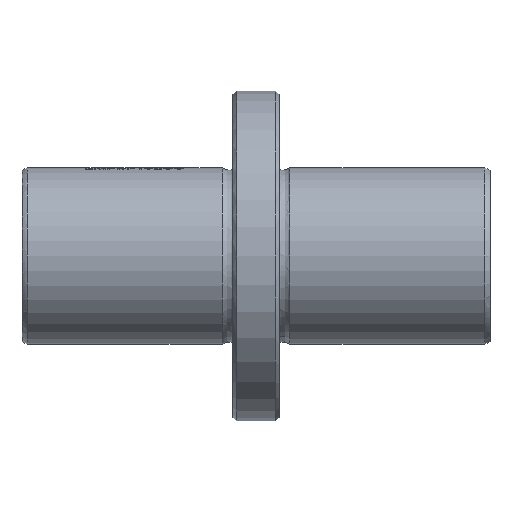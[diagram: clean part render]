
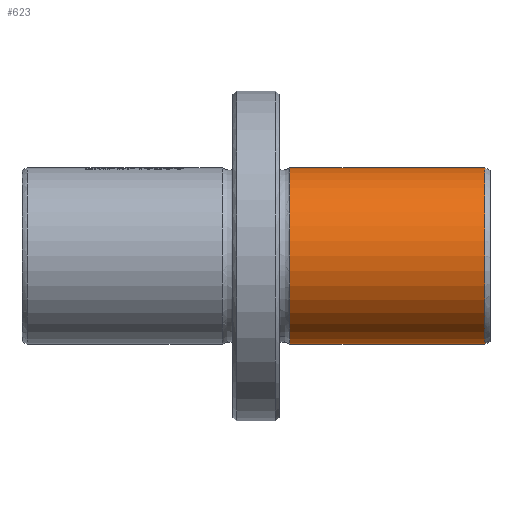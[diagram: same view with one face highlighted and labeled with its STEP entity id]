
A CAD part, front view. The second image highlights one B-rep face of the part: STEP entity #623.
In plain terms, the highlighted cylindrical face has radius 11.5 mm (diameter 23 mm), a full revolution.
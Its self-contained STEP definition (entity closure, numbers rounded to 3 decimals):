
#564=CYLINDRICAL_SURFACE('',#7425,11.5);
#623=ADVANCED_FACE('',(#1897,#1898),#564,.T.);
#1300=CIRCLE('',#7413,11.5);
#1301=CIRCLE('',#7414,11.5);
#1304=CIRCLE('',#7423,11.5);
#1305=CIRCLE('',#7424,11.5);
#1897=FACE_BOUND('',#2013,.T.);
#1898=FACE_BOUND('',#2014,.T.);
#2013=EDGE_LOOP('',(#2790,#2791));
#2014=EDGE_LOOP('',(#2792,#2793));
#2790=ORIENTED_EDGE('',*,*,#5497,.T.);
#2791=ORIENTED_EDGE('',*,*,#5496,.T.);
#2792=ORIENTED_EDGE('',*,*,#5508,.F.);
#2793=ORIENTED_EDGE('',*,*,#5509,.F.);
#4792=VERTEX_POINT('',#11158);
#4793=VERTEX_POINT('',#11159);
#4804=VERTEX_POINT('',#11260);
#4805=VERTEX_POINT('',#11261);
#5496=EDGE_CURVE('',#4792,#4793,#1300,.T.);
#5497=EDGE_CURVE('',#4793,#4792,#1301,.T.);
#5508=EDGE_CURVE('',#4804,#4805,#1304,.T.);
#5509=EDGE_CURVE('',#4805,#4804,#1305,.T.);
#7413=AXIS2_PLACEMENT_3D('',#11157,#8050,#8051);
#7414=AXIS2_PLACEMENT_3D('',#11160,#8052,#8053);
#7423=AXIS2_PLACEMENT_3D('',#11259,#8070,#8071);
#7424=AXIS2_PLACEMENT_3D('',#11262,#8072,#8073);
#7425=AXIS2_PLACEMENT_3D('',#11263,#8074,#8075);
#8050=DIRECTION('',(-1.,0.,0.));
#8051=DIRECTION('',(0.,0.,1.));
#8052=DIRECTION('',(-1.,0.,0.));
#8053=DIRECTION('',(0.,0.,1.));
#8070=DIRECTION('',(-1.,0.,0.));
#8071=DIRECTION('',(0.,0.,1.));
#8072=DIRECTION('',(-1.,0.,0.));
#8073=DIRECTION('',(0.,0.,1.));
#8074=DIRECTION('',(1.,0.,0.));
#8075=DIRECTION('',(0.,0.,-1.));
#11157=CARTESIAN_POINT('',(32.804,0.,0.));
#11158=CARTESIAN_POINT('',(32.804,0.,11.5));
#11159=CARTESIAN_POINT('',(32.804,0.,-11.5));
#11160=CARTESIAN_POINT('',(32.804,0.,0.));
#11259=CARTESIAN_POINT('',(7.4,0.,0.));
#11260=CARTESIAN_POINT('',(7.4,0.,11.5));
#11261=CARTESIAN_POINT('',(7.4,0.,-11.5));
#11262=CARTESIAN_POINT('',(7.4,0.,0.));
#11263=CARTESIAN_POINT('',(7.4,0.,0.));
